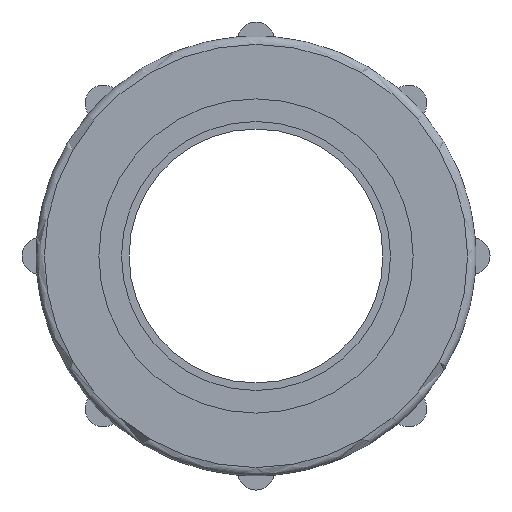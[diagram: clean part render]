
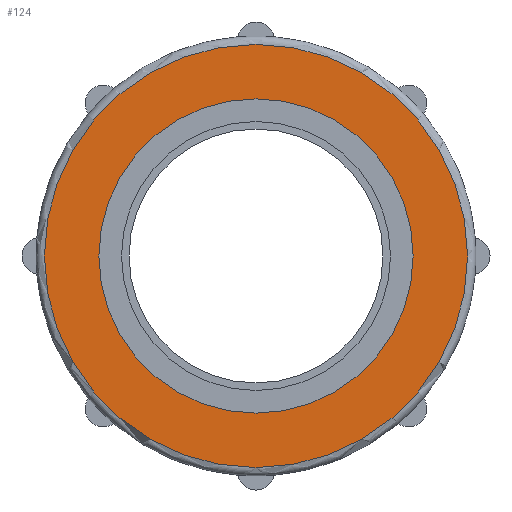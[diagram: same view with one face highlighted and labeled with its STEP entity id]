
A CAD part, left-side view. The second image highlights one B-rep face of the part: STEP entity #124.
In plain terms, the highlighted planar face has unit normal (-1, 0, 0).
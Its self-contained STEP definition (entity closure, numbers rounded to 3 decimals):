
#124 = ADVANCED_FACE( '', ( #280, #281 ), #282, .T. );
#280 = FACE_BOUND( '', #463, .T. );
#281 = FACE_OUTER_BOUND( '', #464, .T. );
#282 = PLANE( '', #465 );
#463 = EDGE_LOOP( '', ( #752 ) );
#464 = EDGE_LOOP( '', ( #753 ) );
#465 = AXIS2_PLACEMENT_3D( '', #754, #755, #756 );
#752 = ORIENTED_EDGE( '', *, *, #1046, .T. );
#753 = ORIENTED_EDGE( '', *, *, #1075, .F. );
#754 = CARTESIAN_POINT( '', ( -15.667, 49.55, 0. ) );
#755 = DIRECTION( '', ( -1., 0., 0. ) );
#756 = DIRECTION( '', ( 0., -1., 0. ) );
#1046 = EDGE_CURVE( '', #1244, #1244, #1245, .T. );
#1075 = EDGE_CURVE( '', #1282, #1282, #1283, .T. );
#1244 = VERTEX_POINT( '', #1607 );
#1245 = CIRCLE( '', #1608, 36.8 );
#1282 = VERTEX_POINT( '', #1655 );
#1283 = CIRCLE( '', #1656, 49.55 );
#1607 = CARTESIAN_POINT( '', ( -15.667, 36.8, 0. ) );
#1608 = AXIS2_PLACEMENT_3D( '', #1856, #1857, #1858 );
#1655 = CARTESIAN_POINT( '', ( -15.667, 49.55, 0. ) );
#1656 = AXIS2_PLACEMENT_3D( '', #1893, #1894, #1895 );
#1856 = CARTESIAN_POINT( '', ( -15.667, 0., 0. ) );
#1857 = DIRECTION( '', ( 1., 0., 0. ) );
#1858 = DIRECTION( '', ( 0., 1., 0. ) );
#1893 = CARTESIAN_POINT( '', ( -15.667, 0., 0. ) );
#1894 = DIRECTION( '', ( 1., 0., 0. ) );
#1895 = DIRECTION( '', ( 0., 1., 0. ) );
